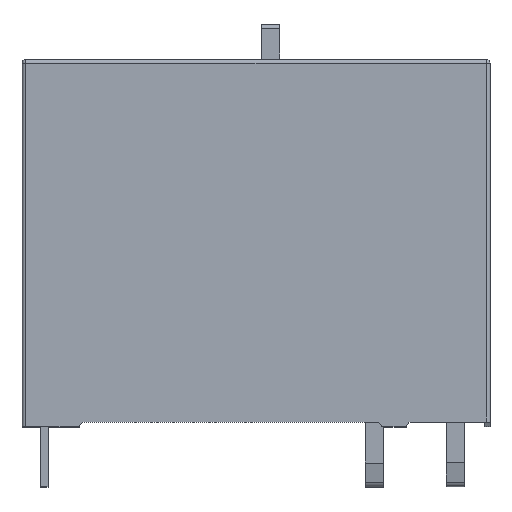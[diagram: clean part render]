
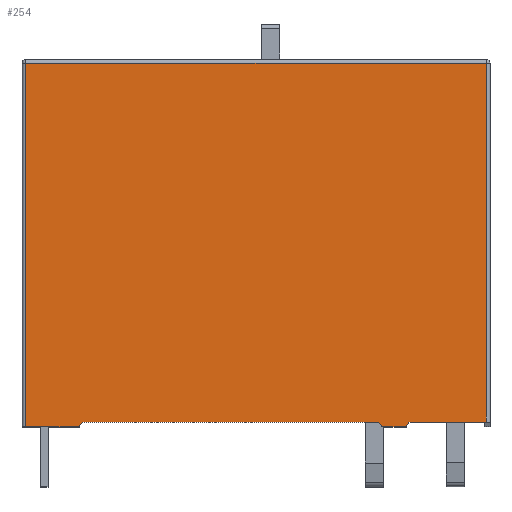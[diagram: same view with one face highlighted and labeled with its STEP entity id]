
A CAD part, top view. The second image highlights one B-rep face of the part: STEP entity #254.
In plain terms, the highlighted planar face has unit normal (0, 0, 1).
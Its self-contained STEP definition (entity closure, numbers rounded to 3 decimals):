
#58 = EDGE_CURVE ( 'NONE', #306, #1561, #702, .T. ) ;
#118 = VECTOR ( 'NONE', #2715, 1000. ) ;
#142 = CARTESIAN_POINT ( 'NONE',  ( -19.5, 30.6, 7.5 ) ) ;
#197 = ORIENTED_EDGE ( 'NONE', *, *, #2124, .T. ) ;
#214 = CARTESIAN_POINT ( 'NONE',  ( 19.2, 0.4, 7.5 ) ) ;
#217 = VECTOR ( 'NONE', #2784, 1000. ) ;
#254 = ADVANCED_FACE ( 'NONE', ( #1455 ), #583, .F. ) ;
#306 = VERTEX_POINT ( 'NONE', #2841 ) ;
#313 = VERTEX_POINT ( 'NONE', #214 ) ;
#322 = CARTESIAN_POINT ( 'NONE',  ( -14.5, 0.4, 7.5 ) ) ;
#360 = CARTESIAN_POINT ( 'NONE',  ( 12.75, 0.4, 7.5 ) ) ;
#375 = ORIENTED_EDGE ( 'NONE', *, *, #2797, .T. ) ;
#378 = DIRECTION ( 'NONE',  ( -1., 0., 0. ) ) ;
#476 = ORIENTED_EDGE ( 'NONE', *, *, #879, .T. ) ;
#502 = CARTESIAN_POINT ( 'NONE',  ( -19.2, 30.3, 7.5 ) ) ;
#508 = CARTESIAN_POINT ( 'NONE',  ( -19.5, 0.4, 7.5 ) ) ;
#511 = VERTEX_POINT ( 'NONE', #1597 ) ;
#553 = CARTESIAN_POINT ( 'NONE',  ( -19.5, 30.3, 7.5 ) ) ;
#583 = PLANE ( 'NONE',  #2594 ) ;
#606 = EDGE_CURVE ( 'NONE', #2093, #2096, #2627, .T. ) ;
#702 = LINE ( 'NONE', #1167, #118 ) ;
#711 = ORIENTED_EDGE ( 'NONE', *, *, #606, .T. ) ;
#751 = DIRECTION ( 'NONE',  ( 0., 0., -1. ) ) ;
#756 = EDGE_CURVE ( 'NONE', #1821, #313, #1728, .T. ) ;
#804 = LINE ( 'NONE', #2393, #217 ) ;
#824 = VERTEX_POINT ( 'NONE', #1501 ) ;
#830 = DIRECTION ( 'NONE',  ( 1., 0., 0. ) ) ;
#845 = CARTESIAN_POINT ( 'NONE',  ( 12.75, 0.4, 7.5 ) ) ;
#872 = LINE ( 'NONE', #2836, #1382 ) ;
#879 = EDGE_CURVE ( 'NONE', #824, #511, #872, .T. ) ;
#885 = ORIENTED_EDGE ( 'NONE', *, *, #58, .T. ) ;
#918 = EDGE_LOOP ( 'NONE', ( #711, #2335, #1129, #885, #197, #2818, #476, #375, #2149, #1294 ) ) ;
#1129 = ORIENTED_EDGE ( 'NONE', *, *, #1279, .F. ) ;
#1167 = CARTESIAN_POINT ( 'NONE',  ( -14.73, 0., 7.5 ) ) ;
#1245 = CARTESIAN_POINT ( 'NONE',  ( -19., 0., 7.5 ) ) ;
#1257 = CARTESIAN_POINT ( 'NONE',  ( -19.5, 0.4, 7.5 ) ) ;
#1267 = VECTOR ( 'NONE', #1891, 1000. ) ;
#1279 = EDGE_CURVE ( 'NONE', #306, #1362, #2153, .T. ) ;
#1283 = LINE ( 'NONE', #2395, #1805 ) ;
#1294 = ORIENTED_EDGE ( 'NONE', *, *, #1861, .T. ) ;
#1312 = LINE ( 'NONE', #2656, #2424 ) ;
#1319 = VERTEX_POINT ( 'NONE', #1923 ) ;
#1362 = VERTEX_POINT ( 'NONE', #2821 ) ;
#1382 = VECTOR ( 'NONE', #2171, 1000. ) ;
#1455 = FACE_OUTER_BOUND ( 'NONE', #918, .T. ) ;
#1485 = LINE ( 'NONE', #508, #2013 ) ;
#1501 = CARTESIAN_POINT ( 'NONE',  ( 10.48, 0., 7.5 ) ) ;
#1512 = VECTOR ( 'NONE', #2089, 1000. ) ;
#1556 = VECTOR ( 'NONE', #378, 1000. ) ;
#1561 = VERTEX_POINT ( 'NONE', #322 ) ;
#1597 = CARTESIAN_POINT ( 'NONE',  ( 12.52, 0., 7.5 ) ) ;
#1662 = VECTOR ( 'NONE', #830, 1000. ) ;
#1713 = LINE ( 'NONE', #360, #1267 ) ;
#1728 = LINE ( 'NONE', #1257, #1662 ) ;
#1768 = DIRECTION ( 'NONE',  ( 0.498, -0.867, 0. ) ) ;
#1805 = VECTOR ( 'NONE', #2621, 1000. ) ;
#1821 = VERTEX_POINT ( 'NONE', #845 ) ;
#1861 = EDGE_CURVE ( 'NONE', #313, #2093, #1283, .T. ) ;
#1891 = DIRECTION ( 'NONE',  ( 0.498, 0.867, 0. ) ) ;
#1923 = CARTESIAN_POINT ( 'NONE',  ( 10.25, 0.4, 7.5 ) ) ;
#1971 = EDGE_CURVE ( 'NONE', #1319, #824, #1312, .T. ) ;
#2013 = VECTOR ( 'NONE', #2479, 1000. ) ;
#2039 = CARTESIAN_POINT ( 'NONE',  ( 19.2, 30.3, 7.5 ) ) ;
#2089 = DIRECTION ( 'NONE',  ( -1., 0., 0. ) ) ;
#2093 = VERTEX_POINT ( 'NONE', #2039 ) ;
#2096 = VERTEX_POINT ( 'NONE', #502 ) ;
#2124 = EDGE_CURVE ( 'NONE', #1561, #1319, #1485, .T. ) ;
#2149 = ORIENTED_EDGE ( 'NONE', *, *, #756, .T. ) ;
#2153 = LINE ( 'NONE', #1245, #1556 ) ;
#2171 = DIRECTION ( 'NONE',  ( 1., 0., 0. ) ) ;
#2335 = ORIENTED_EDGE ( 'NONE', *, *, #2375, .T. ) ;
#2375 = EDGE_CURVE ( 'NONE', #2096, #1362, #804, .T. ) ;
#2393 = CARTESIAN_POINT ( 'NONE',  ( -19.2, 30.6, 7.5 ) ) ;
#2395 = CARTESIAN_POINT ( 'NONE',  ( 19.2, 30.6, 7.5 ) ) ;
#2424 = VECTOR ( 'NONE', #1768, 1000. ) ;
#2479 = DIRECTION ( 'NONE',  ( 1., 0., 0. ) ) ;
#2594 = AXIS2_PLACEMENT_3D ( 'NONE', #142, #751, #2639 ) ;
#2621 = DIRECTION ( 'NONE',  ( 0., 1., 0. ) ) ;
#2627 = LINE ( 'NONE', #553, #1512 ) ;
#2639 = DIRECTION ( 'NONE',  ( -1., 0., 0. ) ) ;
#2656 = CARTESIAN_POINT ( 'NONE',  ( 10.48, 0., 7.5 ) ) ;
#2715 = DIRECTION ( 'NONE',  ( 0.498, 0.867, 0. ) ) ;
#2784 = DIRECTION ( 'NONE',  ( 0., -1., 0. ) ) ;
#2797 = EDGE_CURVE ( 'NONE', #511, #1821, #1713, .T. ) ;
#2818 = ORIENTED_EDGE ( 'NONE', *, *, #1971, .T. ) ;
#2821 = CARTESIAN_POINT ( 'NONE',  ( -19.2, 0., 7.5 ) ) ;
#2836 = CARTESIAN_POINT ( 'NONE',  ( 12.52, 0., 7.5 ) ) ;
#2841 = CARTESIAN_POINT ( 'NONE',  ( -14.73, 0., 7.5 ) ) ;
